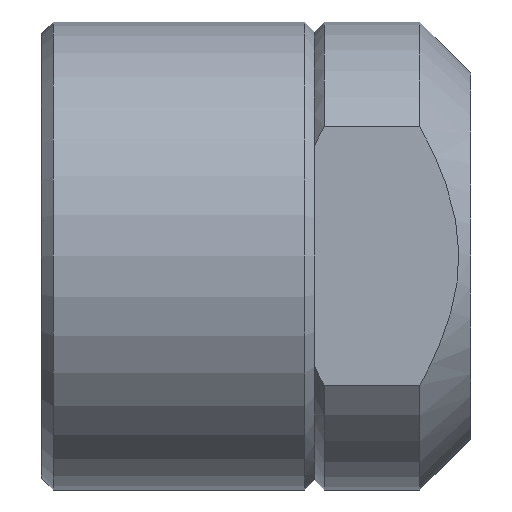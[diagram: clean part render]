
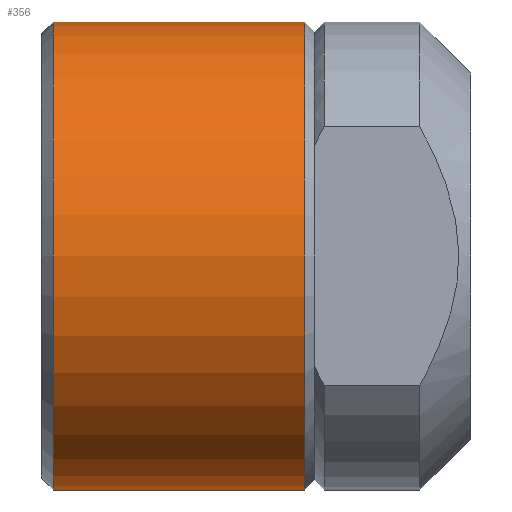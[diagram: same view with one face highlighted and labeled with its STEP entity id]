
A CAD part, front view. The second image highlights one B-rep face of the part: STEP entity #356.
In plain terms, the highlighted cylindrical face has radius 6 mm (diameter 12 mm), a full revolution.
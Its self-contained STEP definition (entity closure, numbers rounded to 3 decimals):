
#58=FACE_OUTER_BOUND('',#84,.T.);
#84=EDGE_LOOP('',(#297,#298,#299,#300,#301));
#109=LINE('',#651,#125);
#125=VECTOR('',#522,6.);
#147=CIRCLE('',#420,6.);
#148=CIRCLE('',#421,6.);
#149=CIRCLE('',#423,6.);
#179=VERTEX_POINT('',#643);
#180=VERTEX_POINT('',#644);
#181=VERTEX_POINT('',#649);
#221=EDGE_CURVE('',#179,#180,#147,.T.);
#222=EDGE_CURVE('',#180,#179,#148,.T.);
#224=EDGE_CURVE('',#181,#181,#149,.T.);
#225=EDGE_CURVE('',#181,#180,#109,.T.);
#297=ORIENTED_EDGE('',*,*,#224,.F.);
#298=ORIENTED_EDGE('',*,*,#225,.T.);
#299=ORIENTED_EDGE('',*,*,#221,.F.);
#300=ORIENTED_EDGE('',*,*,#222,.F.);
#301=ORIENTED_EDGE('',*,*,#225,.F.);
#338=CYLINDRICAL_SURFACE('',#422,6.);
#356=ADVANCED_FACE('',(#58),#338,.T.);
#420=AXIS2_PLACEMENT_3D('',#645,#513,#514);
#421=AXIS2_PLACEMENT_3D('',#646,#515,#516);
#422=AXIS2_PLACEMENT_3D('',#648,#518,#519);
#423=AXIS2_PLACEMENT_3D('',#650,#520,#521);
#513=DIRECTION('center_axis',(-1.,0.,0.));
#514=DIRECTION('ref_axis',(0.,-1.,0.));
#515=DIRECTION('center_axis',(-1.,0.,0.));
#516=DIRECTION('ref_axis',(0.,-1.,0.));
#518=DIRECTION('center_axis',(1.,0.,0.));
#519=DIRECTION('ref_axis',(0.,1.,0.));
#520=DIRECTION('center_axis',(1.,0.,0.));
#521=DIRECTION('ref_axis',(0.,0.,-1.));
#522=DIRECTION('',(-1.,0.,0.));
#643=CARTESIAN_POINT('',(0.3,6.,0.));
#644=CARTESIAN_POINT('',(0.3,-6.,0.));
#645=CARTESIAN_POINT('Origin',(0.3,0.,0.));
#646=CARTESIAN_POINT('Origin',(0.3,0.,0.));
#648=CARTESIAN_POINT('Origin',(3.375,0.,0.));
#649=CARTESIAN_POINT('',(6.75,-6.,0.));
#650=CARTESIAN_POINT('Origin',(6.75,0.,0.));
#651=CARTESIAN_POINT('',(3.375,-6.,0.));
